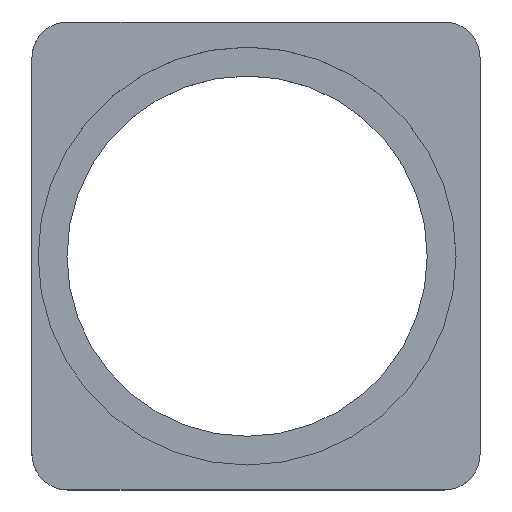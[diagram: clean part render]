
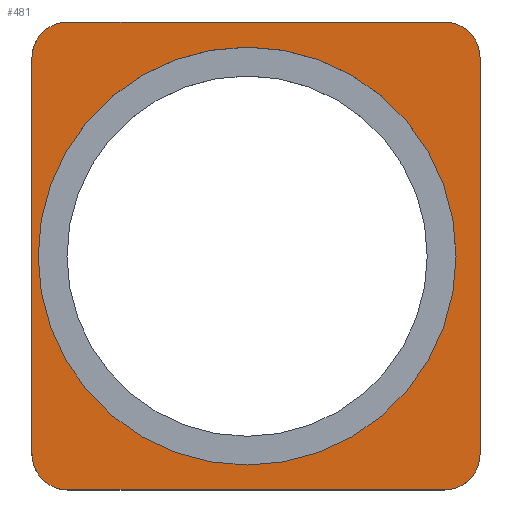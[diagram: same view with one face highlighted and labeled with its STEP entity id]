
A CAD part, top view. The second image highlights one B-rep face of the part: STEP entity #481.
In plain terms, the highlighted planar face has unit normal (0, 0, 1).
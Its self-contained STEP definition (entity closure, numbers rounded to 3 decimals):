
#15=FACE_BOUND('',#78,.T.);
#29=PLANE('',#528);
#47=FACE_OUTER_BOUND('',#77,.T.);
#77=EDGE_LOOP('',(#370,#371,#372,#373,#374,#375,#376,#377));
#78=EDGE_LOOP('',(#378));
#129=LINE('',#715,#159);
#134=LINE('',#855,#164);
#137=LINE('',#940,#167);
#138=LINE('',#943,#168);
#159=VECTOR('',#575,10.);
#164=VECTOR('',#594,10.);
#167=VECTOR('',#601,10.);
#168=VECTOR('',#604,10.);
#185=CIRCLE('',#518,2.);
#190=CIRCLE('',#526,2.);
#191=CIRCLE('',#529,1.987);
#192=CIRCLE('',#530,1.987);
#193=CIRCLE('',#531,11.6);
#205=VERTEX_POINT('',#679);
#206=VERTEX_POINT('',#681);
#212=VERTEX_POINT('',#713);
#224=VERTEX_POINT('',#831);
#225=VERTEX_POINT('',#832);
#231=VERTEX_POINT('',#937);
#232=VERTEX_POINT('',#939);
#233=VERTEX_POINT('',#941);
#234=VERTEX_POINT('',#944);
#250=EDGE_CURVE('',#205,#206,#185,.T.);
#258=EDGE_CURVE('',#205,#212,#129,.T.);
#273=EDGE_CURVE('',#224,#225,#190,.T.);
#278=EDGE_CURVE('',#224,#206,#134,.T.);
#285=EDGE_CURVE('',#231,#212,#191,.T.);
#286=EDGE_CURVE('',#231,#232,#137,.T.);
#287=EDGE_CURVE('',#233,#232,#192,.T.);
#288=EDGE_CURVE('',#225,#233,#138,.T.);
#289=EDGE_CURVE('',#234,#234,#193,.T.);
#370=ORIENTED_EDGE('',*,*,#250,.F.);
#371=ORIENTED_EDGE('',*,*,#258,.T.);
#372=ORIENTED_EDGE('',*,*,#285,.F.);
#373=ORIENTED_EDGE('',*,*,#286,.T.);
#374=ORIENTED_EDGE('',*,*,#287,.F.);
#375=ORIENTED_EDGE('',*,*,#288,.F.);
#376=ORIENTED_EDGE('',*,*,#273,.F.);
#377=ORIENTED_EDGE('',*,*,#278,.T.);
#378=ORIENTED_EDGE('',*,*,#289,.T.);
#481=ADVANCED_FACE('',(#47,#15),#29,.F.);
#518=AXIS2_PLACEMENT_3D('',#682,#565,#566);
#526=AXIS2_PLACEMENT_3D('',#833,#588,#589);
#528=AXIS2_PLACEMENT_3D('',#936,#597,#598);
#529=AXIS2_PLACEMENT_3D('',#938,#599,#600);
#530=AXIS2_PLACEMENT_3D('',#942,#602,#603);
#531=AXIS2_PLACEMENT_3D('',#945,#605,#606);
#565=DIRECTION('center_axis',(0.,0.,-1.));
#566=DIRECTION('ref_axis',(-0.707,-0.707,0.));
#575=DIRECTION('',(1.,0.,0.));
#588=DIRECTION('center_axis',(0.,0.,-1.));
#589=DIRECTION('ref_axis',(-0.707,0.707,0.));
#594=DIRECTION('',(0.,-1.,0.));
#597=DIRECTION('center_axis',(0.,0.,-1.));
#598=DIRECTION('ref_axis',(1.,0.,0.));
#599=DIRECTION('center_axis',(0.,0.,-1.));
#600=DIRECTION('ref_axis',(1.,0.,0.));
#601=DIRECTION('',(0.,1.,0.));
#602=DIRECTION('center_axis',(0.,0.,-1.));
#603=DIRECTION('ref_axis',(0.,1.,0.));
#604=DIRECTION('',(1.,0.,0.));
#605=DIRECTION('center_axis',(0.,0.,-1.));
#606=DIRECTION('ref_axis',(-1.,0.,0.));
#679=CARTESIAN_POINT('',(77.111,0.013,0.));
#681=CARTESIAN_POINT('',(75.111,2.013,0.));
#682=CARTESIAN_POINT('Origin',(77.111,2.013,0.));
#713=CARTESIAN_POINT('',(98.,0.013,0.));
#715=CARTESIAN_POINT('',(74.111,0.013,0.));
#831=CARTESIAN_POINT('',(75.111,23.987,0.));
#832=CARTESIAN_POINT('',(77.111,25.987,0.));
#833=CARTESIAN_POINT('Origin',(77.111,23.987,0.));
#855=CARTESIAN_POINT('',(75.111,13.103,0.));
#936=CARTESIAN_POINT('Origin',(86.049,13.,0.));
#937=CARTESIAN_POINT('',(99.988,2.,0.));
#938=CARTESIAN_POINT('Origin',(98.,2.,0.));
#939=CARTESIAN_POINT('',(99.988,24.,0.));
#940=CARTESIAN_POINT('',(99.988,0.013,0.));
#941=CARTESIAN_POINT('',(98.,25.987,0.));
#942=CARTESIAN_POINT('Origin',(98.,24.,0.));
#943=CARTESIAN_POINT('',(2.,25.987,0.));
#944=CARTESIAN_POINT('',(98.656,12.994,0.));
#945=CARTESIAN_POINT('Origin',(87.056,12.994,0.));
